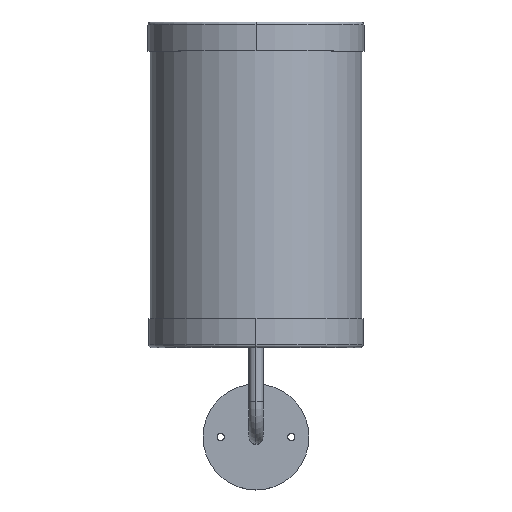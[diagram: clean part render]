
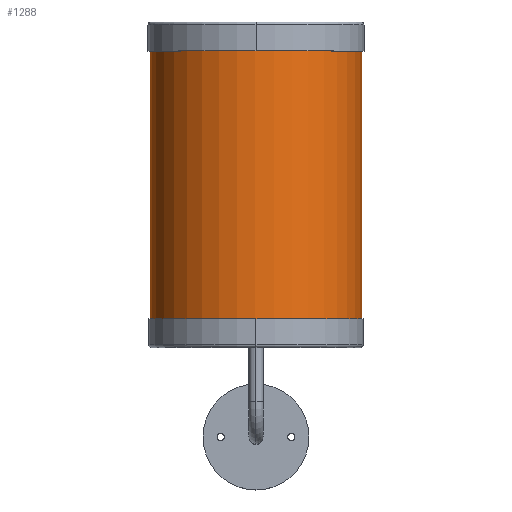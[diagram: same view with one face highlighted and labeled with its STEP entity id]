
A CAD part, top view. The second image highlights one B-rep face of the part: STEP entity #1288.
In plain terms, the highlighted cylindrical face has radius 75 mm (diameter 150 mm), a partial arc.
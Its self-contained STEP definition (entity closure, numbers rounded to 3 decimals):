
#93 = CIRCLE ( 'NONE', #1907, 75. ) ;
#138 = LINE ( 'NONE', #2451, #144 ) ;
#144 = VECTOR ( 'NONE', #2296, 1000. ) ;
#150 = LINE ( 'NONE', #2409, #153 ) ;
#153 = VECTOR ( 'NONE', #2244, 1000. ) ;
#159 = CIRCLE ( 'NONE', #1873, 75. ) ;
#310 = ORIENTED_EDGE ( 'NONE', *, *, #1038, .T. ) ;
#535 = CARTESIAN_POINT ( 'NONE',  ( 0., 0., -75. ) ) ;
#816 = CARTESIAN_POINT ( 'NONE',  ( 0., 0., 75. ) ) ;
#881 = CARTESIAN_POINT ( 'NONE',  ( 0., 228., -75. ) ) ;
#883 = CARTESIAN_POINT ( 'NONE',  ( 0., 228., 75. ) ) ;
#1006 = EDGE_CURVE ( 'NONE', #2692, #2695, #93, .T. ) ;
#1038 = EDGE_CURVE ( 'NONE', #2692, #1464, #138, .T. ) ;
#1044 = EDGE_CURVE ( 'NONE', #2695, #2863, #150, .T. ) ;
#1052 = EDGE_CURVE ( 'NONE', #1464, #2863, #159, .T. ) ;
#1288 = ADVANCED_FACE ( 'NONE', ( #2713 ), #2718, .T. ) ;
#1342 = ORIENTED_EDGE ( 'NONE', *, *, #1052, .T. ) ;
#1415 = ORIENTED_EDGE ( 'NONE', *, *, #1044, .F. ) ;
#1464 = VERTEX_POINT ( 'NONE', #535 ) ;
#1489 = ORIENTED_EDGE ( 'NONE', *, *, #1006, .F. ) ;
#1873 = AXIS2_PLACEMENT_3D ( 'NONE', #2318, #2314, #2316 ) ;
#1907 = AXIS2_PLACEMENT_3D ( 'NONE', #2661, #2634, #2673 ) ;
#1950 = AXIS2_PLACEMENT_3D ( 'NONE', #2629, #2200, #2246 ) ;
#2200 = DIRECTION ( 'NONE',  ( 0., -1., 0. ) ) ;
#2244 = DIRECTION ( 'NONE',  ( 0., -1., 0. ) ) ;
#2246 = DIRECTION ( 'NONE',  ( 0., 0., -1. ) ) ;
#2296 = DIRECTION ( 'NONE',  ( 0., -1., 0. ) ) ;
#2314 = DIRECTION ( 'NONE',  ( 0., 1., 0. ) ) ;
#2316 = DIRECTION ( 'NONE',  ( 0., 0., 1. ) ) ;
#2318 = CARTESIAN_POINT ( 'NONE',  ( 0., 0., 0. ) ) ;
#2409 = CARTESIAN_POINT ( 'NONE',  ( 0., 228., 75. ) ) ;
#2451 = CARTESIAN_POINT ( 'NONE',  ( 0., 228., -75. ) ) ;
#2629 = CARTESIAN_POINT ( 'NONE',  ( 0., 228., 0. ) ) ;
#2634 = DIRECTION ( 'NONE',  ( 0., 1., 0. ) ) ;
#2661 = CARTESIAN_POINT ( 'NONE',  ( 0., 228., 0. ) ) ;
#2673 = DIRECTION ( 'NONE',  ( 0., 0., 1. ) ) ;
#2692 = VERTEX_POINT ( 'NONE', #881 ) ;
#2695 = VERTEX_POINT ( 'NONE', #883 ) ;
#2713 = FACE_OUTER_BOUND ( 'NONE', #2824, .T. ) ;
#2718 = CYLINDRICAL_SURFACE ( 'NONE', #1950, 75. ) ;
#2824 = EDGE_LOOP ( 'NONE', ( #1415, #1489, #310, #1342 ) ) ;
#2863 = VERTEX_POINT ( 'NONE', #816 ) ;
